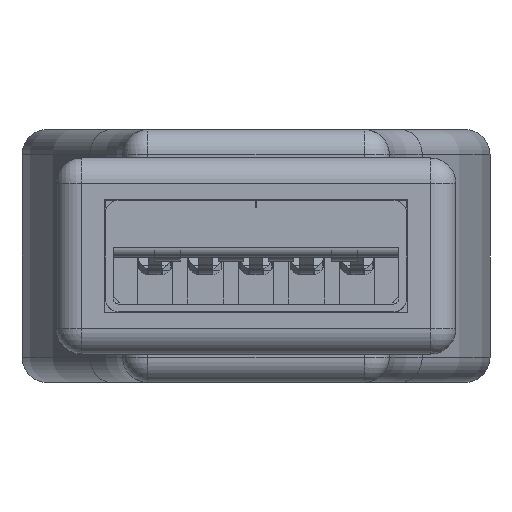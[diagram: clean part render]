
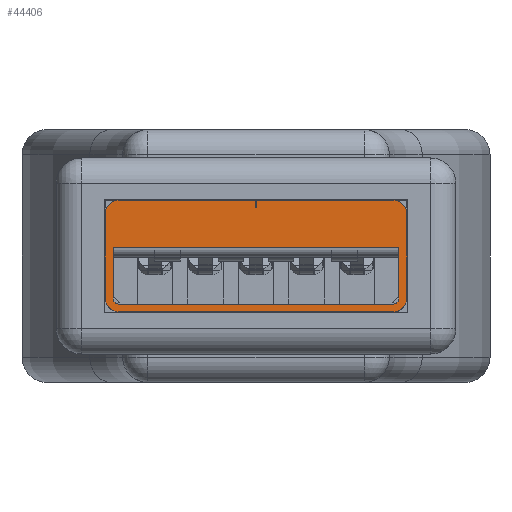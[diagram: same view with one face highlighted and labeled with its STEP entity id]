
A CAD part, left-side view. The second image highlights one B-rep face of the part: STEP entity #44406.
In plain terms, the highlighted planar face has unit normal (-1, 0, 0).
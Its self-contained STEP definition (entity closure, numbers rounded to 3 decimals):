
#1805=CIRCLE('',#46833,0.2);
#1810=CIRCLE('',#46840,0.5);
#1813=CIRCLE('',#46845,0.5);
#1815=CIRCLE('',#46849,0.5);
#1817=CIRCLE('',#46853,0.5);
#1822=CIRCLE('',#46860,0.2);
#11217=ORIENTED_EDGE('',*,*,#15467,.F.);
#11218=ORIENTED_EDGE('',*,*,#16211,.T.);
#11219=ORIENTED_EDGE('',*,*,#15427,.F.);
#11220=ORIENTED_EDGE('',*,*,#15421,.F.);
#11221=ORIENTED_EDGE('',*,*,#15487,.F.);
#11222=ORIENTED_EDGE('',*,*,#15473,.F.);
#11223=ORIENTED_EDGE('',*,*,#15542,.T.);
#11224=ORIENTED_EDGE('',*,*,#16225,.T.);
#11225=ORIENTED_EDGE('',*,*,#15546,.F.);
#11226=ORIENTED_EDGE('',*,*,#15529,.F.);
#11227=ORIENTED_EDGE('',*,*,#15456,.F.);
#11228=ORIENTED_EDGE('',*,*,#15452,.F.);
#11229=ORIENTED_EDGE('',*,*,#15450,.F.);
#11230=ORIENTED_EDGE('',*,*,#15446,.F.);
#11231=ORIENTED_EDGE('',*,*,#15444,.F.);
#11232=ORIENTED_EDGE('',*,*,#15441,.F.);
#11233=ORIENTED_EDGE('',*,*,#15437,.F.);
#11234=ORIENTED_EDGE('',*,*,#15533,.F.);
#15421=EDGE_CURVE('',#18832,#18833,#1805,.T.);
#15427=EDGE_CURVE('',#18833,#18838,#22127,.T.);
#15437=EDGE_CURVE('',#18847,#18848,#1810,.T.);
#15441=EDGE_CURVE('',#18848,#18850,#22137,.T.);
#15444=EDGE_CURVE('',#18850,#18851,#1813,.T.);
#15446=EDGE_CURVE('',#18851,#18852,#22140,.T.);
#15450=EDGE_CURVE('',#18852,#18854,#1815,.T.);
#15452=EDGE_CURVE('',#18854,#18856,#22144,.T.);
#15456=EDGE_CURVE('',#18856,#18859,#1817,.T.);
#15467=EDGE_CURVE('',#18869,#18862,#22155,.T.);
#15473=EDGE_CURVE('',#18862,#18874,#1822,.T.);
#15487=EDGE_CURVE('',#18874,#18832,#22169,.T.);
#15529=EDGE_CURVE('',#18859,#18915,#22211,.T.);
#15533=EDGE_CURVE('',#18918,#18847,#22215,.T.);
#15542=EDGE_CURVE('',#18918,#18922,#22224,.T.);
#15546=EDGE_CURVE('',#18915,#18923,#22228,.T.);
#16211=EDGE_CURVE('',#18869,#18838,#22759,.T.);
#16225=EDGE_CURVE('',#18922,#18923,#22773,.T.);
#18832=VERTEX_POINT('',#65921);
#18833=VERTEX_POINT('',#65923);
#18838=VERTEX_POINT('',#65938);
#18847=VERTEX_POINT('',#65957);
#18848=VERTEX_POINT('',#65959);
#18850=VERTEX_POINT('',#65966);
#18851=VERTEX_POINT('',#65971);
#18852=VERTEX_POINT('',#65975);
#18854=VERTEX_POINT('',#65980);
#18856=VERTEX_POINT('',#65987);
#18859=VERTEX_POINT('',#65995);
#18862=VERTEX_POINT('',#66002);
#18869=VERTEX_POINT('',#66016);
#18874=VERTEX_POINT('',#66035);
#18915=VERTEX_POINT('',#66140);
#18918=VERTEX_POINT('',#66146);
#18922=VERTEX_POINT('',#66162);
#18923=VERTEX_POINT('',#66166);
#22127=LINE('',#65937,#25579);
#22137=LINE('',#65965,#25589);
#22140=LINE('',#65974,#25592);
#22144=LINE('',#65986,#25596);
#22155=LINE('',#66017,#25607);
#22169=LINE('',#66058,#25621);
#22211=LINE('',#66139,#25663);
#22215=LINE('',#66147,#25667);
#22224=LINE('',#66163,#25676);
#22228=LINE('',#66170,#25680);
#22759=LINE('',#67549,#26211);
#22773=LINE('',#67573,#26225);
#25579=VECTOR('',#54796,1000.);
#25589=VECTOR('',#54818,1000.);
#25592=VECTOR('',#54829,1000.);
#25596=VECTOR('',#54841,1000.);
#25607=VECTOR('',#54864,1000.);
#25621=VECTOR('',#54890,1000.);
#25663=VECTOR('',#54946,1000.);
#25667=VECTOR('',#54950,1000.);
#25676=VECTOR('',#54965,1000.);
#25680=VECTOR('',#54971,1000.);
#26211=VECTOR('',#56204,1000.);
#26225=VECTOR('',#56222,1000.);
#28001=EDGE_LOOP('',(#11217,#11218,#11219,#11220,#11221,#11222));
#28002=EDGE_LOOP('',(#11223,#11224,#11225,#11226,#11227,#11228,#11229,#11230,
#11231,#11232,#11233,#11234));
#29790=FACE_BOUND('',#28001,.T.);
#29791=FACE_BOUND('',#28002,.T.);
#30913=PLANE('',#47226);
#44406=ADVANCED_FACE('',(#29790,#29791),#30913,.T.);
#46833=AXIS2_PLACEMENT_3D('',#65922,#54786,#54787);
#46840=AXIS2_PLACEMENT_3D('',#65958,#54810,#54811);
#46845=AXIS2_PLACEMENT_3D('',#65970,#54824,#54825);
#46849=AXIS2_PLACEMENT_3D('',#65982,#54836,#54837);
#46853=AXIS2_PLACEMENT_3D('',#65994,#54848,#54849);
#46860=AXIS2_PLACEMENT_3D('',#66034,#54872,#54873);
#47226=AXIS2_PLACEMENT_3D('',#67572,#56220,#56221);
#54786=DIRECTION('',(-1.,0.,0.));
#54787=DIRECTION('',(0.,0.,1.));
#54796=DIRECTION('',(0.,0.,1.));
#54810=DIRECTION('',(1.,0.,0.));
#54811=DIRECTION('',(0.,1.,0.));
#54818=DIRECTION('',(0.,0.,-1.));
#54824=DIRECTION('',(1.,0.,0.));
#54825=DIRECTION('',(0.,1.,0.));
#54829=DIRECTION('',(0.,1.,0.));
#54836=DIRECTION('',(1.,0.,0.));
#54837=DIRECTION('',(0.,-1.,0.));
#54841=DIRECTION('',(0.,0.,1.));
#54848=DIRECTION('',(1.,0.,0.));
#54849=DIRECTION('',(0.,1.,0.));
#54864=DIRECTION('',(0.,0.,-1.));
#54872=DIRECTION('',(-1.,0.,0.));
#54873=DIRECTION('',(0.,0.,1.));
#54890=DIRECTION('',(0.,-1.,0.));
#54946=DIRECTION('',(0.,-1.,0.));
#54950=DIRECTION('',(0.,-1.,0.));
#54965=DIRECTION('',(0.,0.,-1.));
#54971=DIRECTION('',(0.,0.,-1.));
#56204=DIRECTION('',(0.,-1.,0.));
#56220=DIRECTION('',(-1.,0.,0.));
#56221=DIRECTION('',(0.,0.,1.));
#56222=DIRECTION('',(0.,1.,0.));
#65921=CARTESIAN_POINT('',(-198.188,-2.786,3.692));
#65922=CARTESIAN_POINT('',(-198.188,-2.786,3.892));
#65923=CARTESIAN_POINT('',(-198.188,-2.986,3.892));
#65937=CARTESIAN_POINT('',(-198.188,-2.986,7.292));
#65938=CARTESIAN_POINT('',(-198.188,-2.986,5.942));
#65957=CARTESIAN_POINT('',(-198.188,-2.786,7.792));
#65958=CARTESIAN_POINT('',(-198.188,-2.786,7.292));
#65959=CARTESIAN_POINT('',(-198.188,-3.286,7.292));
#65965=CARTESIAN_POINT('',(-198.188,-3.286,7.292));
#65966=CARTESIAN_POINT('',(-198.188,-3.286,3.892));
#65970=CARTESIAN_POINT('',(-198.188,-2.786,3.892));
#65971=CARTESIAN_POINT('',(-198.188,-2.786,3.392));
#65974=CARTESIAN_POINT('',(-198.188,-2.786,3.392));
#65975=CARTESIAN_POINT('',(-198.188,8.114,3.392));
#65980=CARTESIAN_POINT('',(-198.188,8.614,3.892));
#65982=CARTESIAN_POINT('',(-198.188,8.114,3.892));
#65986=CARTESIAN_POINT('',(-198.188,8.614,3.892));
#65987=CARTESIAN_POINT('',(-198.188,8.614,7.292));
#65994=CARTESIAN_POINT('',(-198.188,8.114,7.292));
#65995=CARTESIAN_POINT('',(-198.188,8.114,7.792));
#66002=CARTESIAN_POINT('',(-198.188,8.314,3.892));
#66016=CARTESIAN_POINT('',(-198.188,8.314,5.942));
#66017=CARTESIAN_POINT('',(-198.188,8.314,3.892));
#66034=CARTESIAN_POINT('',(-198.188,8.114,3.892));
#66035=CARTESIAN_POINT('',(-198.188,8.114,3.692));
#66058=CARTESIAN_POINT('',(-198.188,-2.786,3.692));
#66139=CARTESIAN_POINT('',(-198.188,8.114,7.792));
#66140=CARTESIAN_POINT('',(-198.188,2.689,7.792));
#66146=CARTESIAN_POINT('',(-198.188,2.639,7.792));
#66147=CARTESIAN_POINT('',(-198.188,2.639,7.792));
#66162=CARTESIAN_POINT('',(-198.188,2.639,7.492));
#66163=CARTESIAN_POINT('',(-198.188,2.639,7.792));
#66166=CARTESIAN_POINT('',(-198.188,2.689,7.492));
#66170=CARTESIAN_POINT('',(-198.188,2.689,7.792));
#67549=CARTESIAN_POINT('',(-198.188,-2.986,5.942));
#67572=CARTESIAN_POINT('',(-198.188,2.664,5.592));
#67573=CARTESIAN_POINT('',(-198.188,-2.986,7.492));
